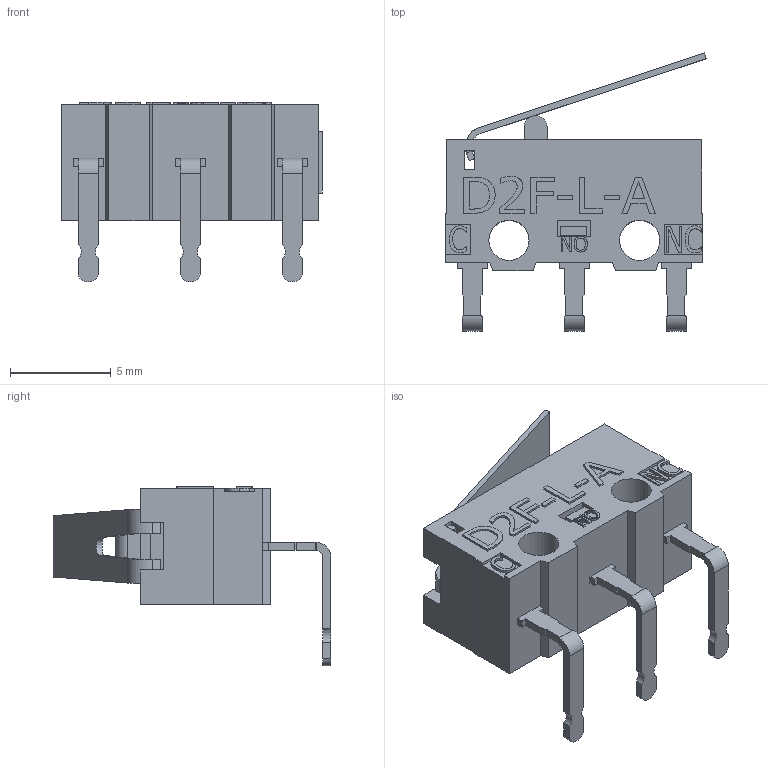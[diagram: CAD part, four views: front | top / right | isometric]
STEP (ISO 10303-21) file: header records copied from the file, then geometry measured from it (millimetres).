
FILE_DESCRIPTION((''),'2;1');
FILE_NAME('Microswitch - Omron D2F-L-A.stp','2012-05-25T16:05:48',('sdarley'),(''),'Autodesk Inventor 2013','Autodesk Inventor 2013','');
FILE_SCHEMA(('AUTOMOTIVE_DESIGN { 1 0 10303 214 1 1 1 1 }'));
Length unit declared in the file: millimetre
Products named in the file (5): Microswitch - Omron D2F-L-A; Omron D2F-L-A Microswitch Housing; Omron D2F-L-A Microswitch Button; Omron D2F-L-A Microswitch Lever; Omron D2F-L-A Microswitch Contact
Assembly tree (6 placements, depth 2):
  Microswitch - Omron D2F-L-A
    Omron D2F-L-A Microswitch Housing
    Omron D2F-L-A Microswitch Button
    Omron D2F-L-A Microswitch Lever
    Omron D2F-L-A Microswitch Contact  x3
Bounding box: 12.97 x 13.83 x 8.95 mm (x, y, z)
Volume: 439.3 mm3; surface area: 672.2 mm2
Topology: 6 solids, 6 shells, 358 faces, 969 edges, 644 vertices
Faces by surface type: plane 257, bspline 76, cylinder 25
Full cylindrical faces by diameter (mm): 1.4 x2, 2 x2
Entity records: 10110 total; most frequent: CARTESIAN_POINT 2731, ORIENTED_EDGE 1642, DIRECTION 1185, EDGE_CURVE 821, VECTOR 635, LINE 635, VERTEX_POINT 548, EDGE_LOOP 339
